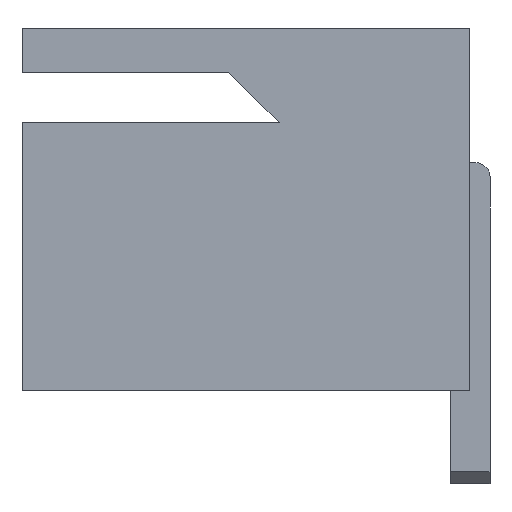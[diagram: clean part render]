
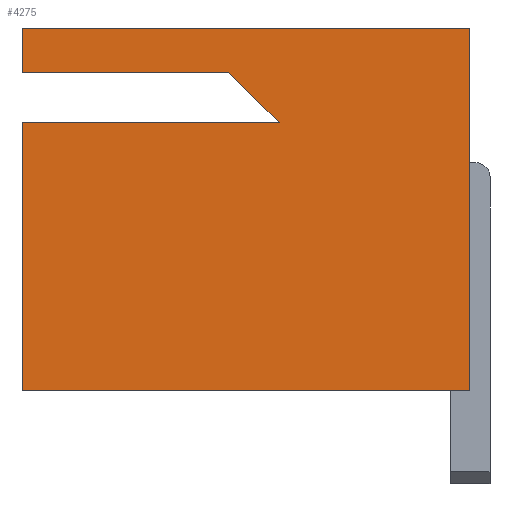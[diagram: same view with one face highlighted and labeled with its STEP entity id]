
A CAD part, left-side view. The second image highlights one B-rep face of the part: STEP entity #4275.
In plain terms, the highlighted planar face has unit normal (-1, 0, 0).
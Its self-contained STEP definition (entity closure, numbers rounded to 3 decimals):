
#365=FACE_OUTER_BOUND('',#626,.T.);
#626=EDGE_LOOP('',(#3565,#3566,#3567,#3568,#3569,#3570,#3571,#3572));
#1032=LINE('',#7408,#1539);
#1037=LINE('',#7419,#1544);
#1049=LINE('',#7440,#1556);
#1055=LINE('',#7452,#1562);
#1068=LINE('',#7477,#1575);
#1069=LINE('',#7479,#1576);
#1070=LINE('',#7480,#1577);
#1071=LINE('',#7481,#1578);
#1539=VECTOR('',#5203,1000.);
#1544=VECTOR('',#5210,1000.);
#1556=VECTOR('',#5228,1000.);
#1562=VECTOR('',#5236,1000.);
#1575=VECTOR('',#5255,1000.);
#1576=VECTOR('',#5256,1000.);
#1577=VECTOR('',#5257,1000.);
#1578=VECTOR('',#5258,1000.);
#1993=VERTEX_POINT('',#7405);
#1994=VERTEX_POINT('',#7407);
#1998=VERTEX_POINT('',#7416);
#1999=VERTEX_POINT('',#7418);
#2002=VERTEX_POINT('',#7430);
#2018=VERTEX_POINT('',#7475);
#2019=VERTEX_POINT('',#7476);
#2020=VERTEX_POINT('',#7478);
#2520=EDGE_CURVE('',#1993,#1994,#1032,.T.);
#2525=EDGE_CURVE('',#1999,#1998,#1037,.T.);
#2537=EDGE_CURVE('',#2002,#1994,#1049,.T.);
#2543=EDGE_CURVE('',#1999,#1993,#1055,.T.);
#2556=EDGE_CURVE('',#2018,#2019,#1068,.T.);
#2557=EDGE_CURVE('',#2019,#2020,#1069,.T.);
#2558=EDGE_CURVE('',#2020,#2002,#1070,.T.);
#2559=EDGE_CURVE('',#1998,#2018,#1071,.T.);
#3565=ORIENTED_EDGE('',*,*,#2556,.T.);
#3566=ORIENTED_EDGE('',*,*,#2557,.T.);
#3567=ORIENTED_EDGE('',*,*,#2558,.T.);
#3568=ORIENTED_EDGE('',*,*,#2537,.T.);
#3569=ORIENTED_EDGE('',*,*,#2520,.F.);
#3570=ORIENTED_EDGE('',*,*,#2543,.F.);
#3571=ORIENTED_EDGE('',*,*,#2525,.T.);
#3572=ORIENTED_EDGE('',*,*,#2559,.T.);
#4030=PLANE('',#4521);
#4275=ADVANCED_FACE('',(#365),#4030,.T.);
#4521=AXIS2_PLACEMENT_3D('',#7474,#5253,#5254);
#5203=DIRECTION('',(0.,0.,-1.));
#5210=DIRECTION('',(0.,0.,-1.));
#5228=DIRECTION('',(0.,-1.,0.));
#5236=DIRECTION('',(0.,-1.,0.));
#5253=DIRECTION('center_axis',(-1.,0.,0.));
#5254=DIRECTION('ref_axis',(0.,1.,0.));
#5255=DIRECTION('',(0.,-0.707,-0.707));
#5256=DIRECTION('',(0.,1.,0.));
#5257=DIRECTION('',(0.,0.,-1.));
#5258=DIRECTION('',(0.,-1.,0.));
#7405=CARTESIAN_POINT('',(-3.607,-0.18,5.842));
#7407=CARTESIAN_POINT('',(-3.607,-0.18,0.));
#7408=CARTESIAN_POINT('',(-3.607,-0.18,5.842));
#7416=CARTESIAN_POINT('',(-3.607,7.034,5.131));
#7418=CARTESIAN_POINT('',(-3.607,7.034,5.842));
#7419=CARTESIAN_POINT('',(-3.607,7.034,5.842));
#7430=CARTESIAN_POINT('',(-3.607,7.034,0.));
#7440=CARTESIAN_POINT('',(-3.607,0.531,0.));
#7452=CARTESIAN_POINT('',(-3.607,0.531,5.842));
#7474=CARTESIAN_POINT('Origin',(-3.607,0.531,5.842));
#7475=CARTESIAN_POINT('',(-3.607,3.706,5.131));
#7476=CARTESIAN_POINT('',(-3.607,2.893,4.318));
#7477=CARTESIAN_POINT('',(-3.607,3.706,5.131));
#7478=CARTESIAN_POINT('',(-3.607,7.034,4.318));
#7479=CARTESIAN_POINT('',(-3.607,2.893,4.318));
#7480=CARTESIAN_POINT('',(-3.607,7.034,5.842));
#7481=CARTESIAN_POINT('',(-3.607,7.034,5.131));
